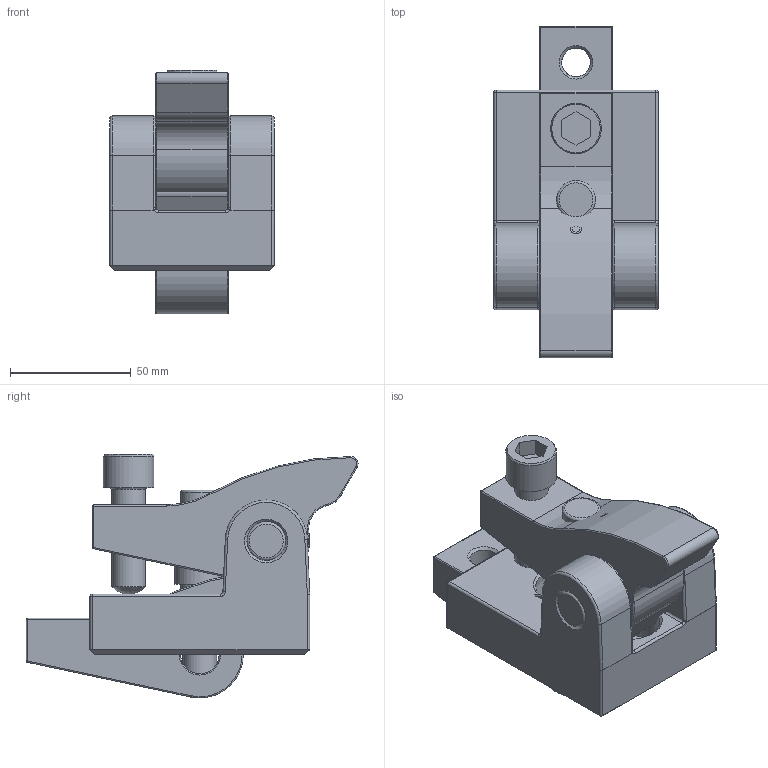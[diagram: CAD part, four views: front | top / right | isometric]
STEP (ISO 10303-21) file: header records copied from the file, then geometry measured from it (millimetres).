
FILE_DESCRIPTION( ( 'Unknown' ), '1' );
FILE_NAME( 'CP14C-169068.stp', 'Unknown', ( 'Unknown' ), ( 'Unknown' ), 'XStep 1.0', 'Unknown', ' ' );
FILE_SCHEMA( ( 'CONFIG_CONTROL_DESIGN' ) );
Length unit declared in the file: millimetre
Products named in the file (6): Assem1; 1; 2; 3; 4; 5
Bounding box: 68 x 137.5 x 100.98 mm (x, y, z)
Volume: 569130.6 mm3; surface area: 108972.6 mm2
Topology: 10 solids, 10 shells, 458 faces, 988 edges, 552 vertices
Faces by surface type: cylinder 180, cone 100, plane 96, torus 50, sphere 20, bspline 12
Full cylindrical faces by diameter (mm): 4.2 x34, 5 x36, 11.835 x2, 14 x2, 14.5 x2, 16 x10, 18 x4, 21 x2, 26 x4
Entity records: 5946 total; most frequent: CARTESIAN_POINT 1079, DIRECTION 1071, ORIENTED_EDGE 748, AXIS2_PLACEMENT_3D 470, EDGE_CURVE 374, EDGE_LOOP 351, FACE_OUTER_BOUND 283, VERTEX_POINT 266
